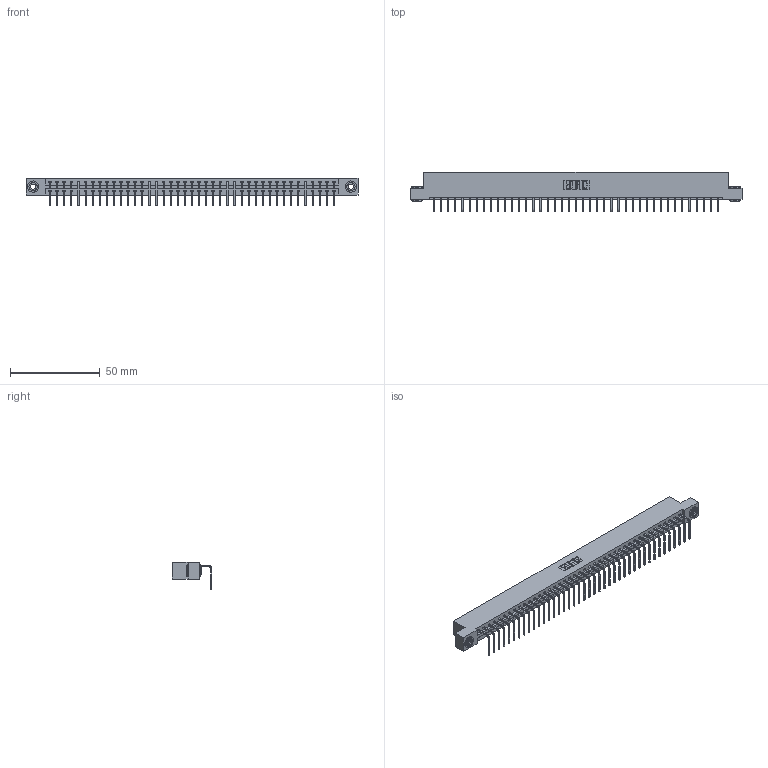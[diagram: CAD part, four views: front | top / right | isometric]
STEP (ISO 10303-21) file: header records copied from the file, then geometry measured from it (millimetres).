
FILE_DESCRIPTION (( 'STEP AP203' ), '1' );
FILE_NAME ('387-041-558-103.STEP', '2018-09-19T21:15:25', ( '' ), ( '' ), 'SwSTEP 2.0', 'SolidWorks 2016', '' );
FILE_SCHEMA (( 'CONFIG_CONTROL_DESIGN' ));
Length unit declared in the file: inch
Products named in the file (4): 345-292-001_558 Tail - 2; 345-250-002_345-250-002-102; 387-041-558-103; 337 Part_Flush Mounting Lugs - 0.156 Dia-TH
Assembly tree (44 placements, depth 2):
  387-041-558-103
    337 Part_Flush Mounting Lugs - 0.156 Dia-TH
    345-292-001_558 Tail - 2  x41
    345-250-002_345-250-002-102  x2
Bounding box: 185.47 x 22.17 x 15.37 mm (x, y, z)
Volume: 19420.1 mm3; surface area: 21134.1 mm2
Topology: 44 solids, 44 shells, 2776 faces, 8341 edges, 5502 vertices
Faces by surface type: plane 2048, cylinder 720, cone 8
Entity records: 31340 total; most frequent: CARTESIAN_POINT 5436, ORIENTED_EDGE 5406, DIRECTION 4611, EDGE_CURVE 2703, LINE 2551, VECTOR 2551, VERTEX_POINT 1798, AXIS2_PLACEMENT_3D 1030
